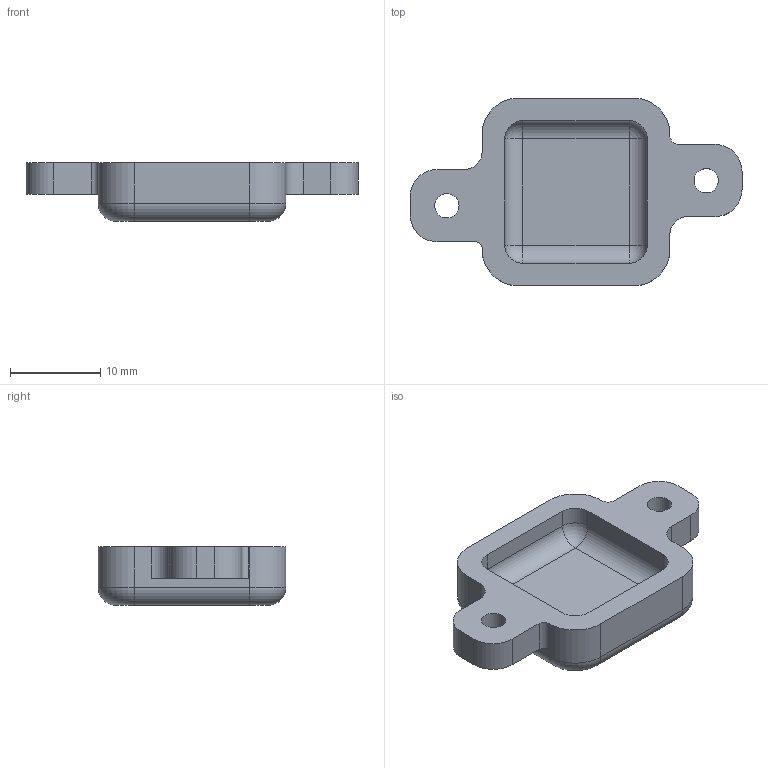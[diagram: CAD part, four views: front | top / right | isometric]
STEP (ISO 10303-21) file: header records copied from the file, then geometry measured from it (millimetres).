
FILE_DESCRIPTION(('FreeCAD Model'),'2;1');
FILE_NAME('Open CASCADE Shape Model','2025-07-26T23:29:00',(''),(''), 'Open CASCADE STEP processor 7.8','FreeCAD','Unknown');
FILE_SCHEMA(('AUTOMOTIVE_DESIGN { 1 0 10303 214 1 1 1 1 }'));
Length unit declared in the file: millimetre
Products named in the file (1): Body001 (Mirror #1)
Bounding box: 36.8 x 20.8 x 6.5 mm (x, y, z)
Volume: 2111.9 mm3; surface area: 1819.1 mm2
Topology: 1 solids, 1 shells, 53 faces, 138 edges, 84 vertices
Faces by surface type: cylinder 26, plane 19, torus 4, sphere 4
Full cylindrical faces by diameter (mm): 2.7 x2
Entity records: 1628 total; most frequent: DIRECTION 298, CARTESIAN_POINT 272, ORIENTED_EDGE 268, EDGE_CURVE 134, AXIS2_PLACEMENT_3D 110, VERTEX_POINT 84, LINE 78, VECTOR 78
